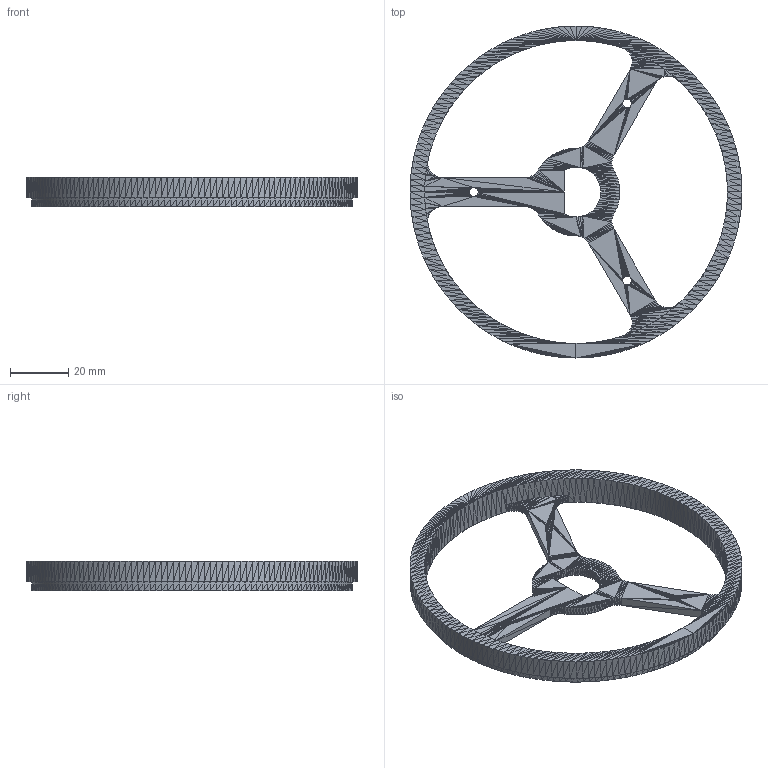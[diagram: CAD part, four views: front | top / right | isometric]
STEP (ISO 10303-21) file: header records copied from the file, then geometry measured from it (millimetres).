
FILE_DESCRIPTION((''),'2;1');
FILE_NAME('Arm Lower Disc', '2026-01-31T14:29:26', (''), (''), 'ImageToStl.com STEP Converter','', '');
FILE_SCHEMA(('AUTOMOTIVE_DESIGN_CC2'));
Length unit declared in the file: metre
Products named in the file (1): product0
Bounding box: 113.7 x 113.7 x 10 mm (x, y, z)
Surface area: 14500.2 mm2 (no closed solid volume)
Topology: 0 solids, 3304 shells, 3304 faces, 9912 edges, 1640 vertices
Faces by surface type: plane 3304
Entity records: 75996 total; most frequent: DIRECTION 16522, ORIENTED_EDGE 9912, EDGE_CURVE 9912, LINE 9912, VECTOR 9912, AXIS2_PLACEMENT_3D 3305, FACE_SURFACE 3304, PLANE 3304
